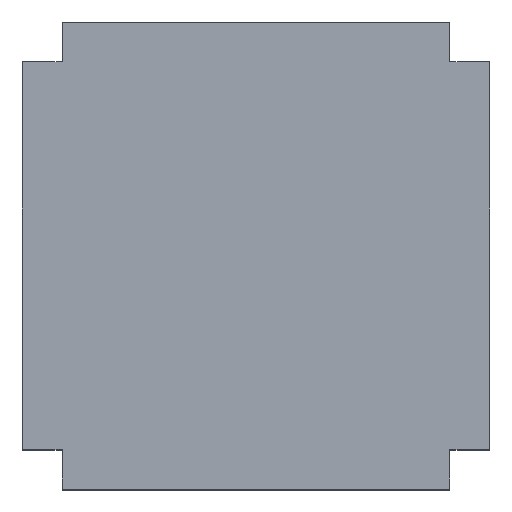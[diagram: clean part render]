
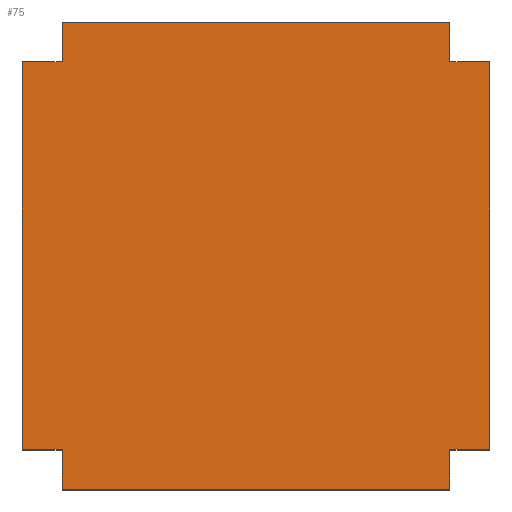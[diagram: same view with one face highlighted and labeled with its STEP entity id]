
A CAD part, top view. The second image highlights one B-rep face of the part: STEP entity #75.
In plain terms, the highlighted planar face has unit normal (0, 0, 1).
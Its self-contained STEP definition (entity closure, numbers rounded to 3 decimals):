
#75=ADVANCED_FACE('',(#302),#304,.F.);
#302=FACE_BOUND('',#303,.T.);
#303=EDGE_LOOP('',(#935,#936,#937,#938,#939,#940,#941,#942,#943,#944,#945,#946));
#304=PLANE('',#305);
#305=AXIS2_PLACEMENT_3D('',#306,#307,#308);
#306=CARTESIAN_POINT('',(0.,0.,100.));
#307=DIRECTION('',(0.,0.,-1.));
#308=DIRECTION('',(0.,1.,0.));
#935=ORIENTED_EDGE('',*,*,#1299,.F.);
#936=ORIENTED_EDGE('',*,*,#1279,.F.);
#937=ORIENTED_EDGE('',*,*,#1297,.F.);
#938=ORIENTED_EDGE('',*,*,#1363,.F.);
#939=ORIENTED_EDGE('',*,*,#1364,.F.);
#940=ORIENTED_EDGE('',*,*,#1365,.F.);
#941=ORIENTED_EDGE('',*,*,#1366,.F.);
#942=ORIENTED_EDGE('',*,*,#1367,.F.);
#943=ORIENTED_EDGE('',*,*,#1368,.F.);
#944=ORIENTED_EDGE('',*,*,#1369,.F.);
#945=ORIENTED_EDGE('',*,*,#1370,.F.);
#946=ORIENTED_EDGE('',*,*,#1371,.F.);
#1279=EDGE_CURVE('',#1554,#1556,#1557,.T.);
#1297=EDGE_CURVE('',#1587,#1554,#1589,.T.);
#1299=EDGE_CURVE('',#1556,#1591,#1592,.T.);
#1363=EDGE_CURVE('',#1701,#1587,#1702,.T.);
#1364=EDGE_CURVE('',#1703,#1701,#1704,.T.);
#1365=EDGE_CURVE('',#1705,#1703,#1706,.T.);
#1366=EDGE_CURVE('',#1707,#1705,#1708,.T.);
#1367=EDGE_CURVE('',#1709,#1707,#1710,.T.);
#1368=EDGE_CURVE('',#1711,#1709,#1712,.T.);
#1369=EDGE_CURVE('',#1713,#1711,#1714,.T.);
#1370=EDGE_CURVE('',#1715,#1713,#1716,.T.);
#1371=EDGE_CURVE('',#1591,#1715,#1717,.T.);
#1554=VERTEX_POINT('',#2026);
#1556=VERTEX_POINT('',#2030);
#1557=LINE('',#2031,#2032);
#1587=VERTEX_POINT('',#2095);
#1589=LINE('',#2099,#2100);
#1591=VERTEX_POINT('',#2105);
#1592=LINE('',#2106,#2107);
#1701=VERTEX_POINT('',#2343);
#1702=LINE('',#2344,#2345);
#1703=VERTEX_POINT('',#2347);
#1704=LINE('',#2348,#2349);
#1705=VERTEX_POINT('',#2351);
#1706=LINE('',#2352,#2353);
#1707=VERTEX_POINT('',#2355);
#1708=LINE('',#2356,#2357);
#1709=VERTEX_POINT('',#2359);
#1710=LINE('',#2360,#2361);
#1711=VERTEX_POINT('',#2363);
#1712=LINE('',#2364,#2365);
#1713=VERTEX_POINT('',#2367);
#1714=LINE('',#2368,#2369);
#1715=VERTEX_POINT('',#2371);
#1716=LINE('',#2372,#2373);
#1717=LINE('',#2375,#2376);
#2026=CARTESIAN_POINT('',(41.5,-50.,100.));
#2030=CARTESIAN_POINT('',(-41.5,-50.,100.));
#2031=CARTESIAN_POINT('',(41.5,-50.,100.));
#2032=VECTOR('',#2033,1.);
#2033=DIRECTION('',(-1.,0.,0.));
#2095=CARTESIAN_POINT('',(41.5,-41.5,100.));
#2099=CARTESIAN_POINT('',(41.5,-41.5,100.));
#2100=VECTOR('',#2101,1.);
#2101=DIRECTION('',(0.,-1.,0.));
#2105=CARTESIAN_POINT('',(-41.5,-41.5,100.));
#2106=CARTESIAN_POINT('',(-41.5,-50.,100.));
#2107=VECTOR('',#2108,1.);
#2108=DIRECTION('',(0.,1.,0.));
#2343=CARTESIAN_POINT('',(50.,-41.5,100.));
#2344=CARTESIAN_POINT('',(50.,-41.5,100.));
#2345=VECTOR('',#2346,1.);
#2346=DIRECTION('',(-1.,0.,0.));
#2347=CARTESIAN_POINT('',(50.,41.5,100.));
#2348=CARTESIAN_POINT('',(50.,41.5,100.));
#2349=VECTOR('',#2350,1.);
#2350=DIRECTION('',(0.,-1.,0.));
#2351=CARTESIAN_POINT('',(41.5,41.5,100.));
#2352=CARTESIAN_POINT('',(41.5,41.5,100.));
#2353=VECTOR('',#2354,1.);
#2354=DIRECTION('',(1.,0.,0.));
#2355=CARTESIAN_POINT('',(41.5,50.,100.));
#2356=CARTESIAN_POINT('',(41.5,50.,100.));
#2357=VECTOR('',#2358,1.);
#2358=DIRECTION('',(0.,-1.,0.));
#2359=CARTESIAN_POINT('',(-41.5,50.,100.));
#2360=CARTESIAN_POINT('',(-41.5,50.,100.));
#2361=VECTOR('',#2362,1.);
#2362=DIRECTION('',(1.,0.,0.));
#2363=CARTESIAN_POINT('',(-41.5,41.5,100.));
#2364=CARTESIAN_POINT('',(-41.5,41.5,100.));
#2365=VECTOR('',#2366,1.);
#2366=DIRECTION('',(0.,1.,0.));
#2367=CARTESIAN_POINT('',(-50.,41.5,100.));
#2368=CARTESIAN_POINT('',(-50.,41.5,100.));
#2369=VECTOR('',#2370,1.);
#2370=DIRECTION('',(1.,0.,0.));
#2371=CARTESIAN_POINT('',(-50.,-41.5,100.));
#2372=CARTESIAN_POINT('',(-50.,-41.5,100.));
#2373=VECTOR('',#2374,1.);
#2374=DIRECTION('',(0.,1.,0.));
#2375=CARTESIAN_POINT('',(-41.5,-41.5,100.));
#2376=VECTOR('',#2377,1.);
#2377=DIRECTION('',(-1.,0.,0.));
